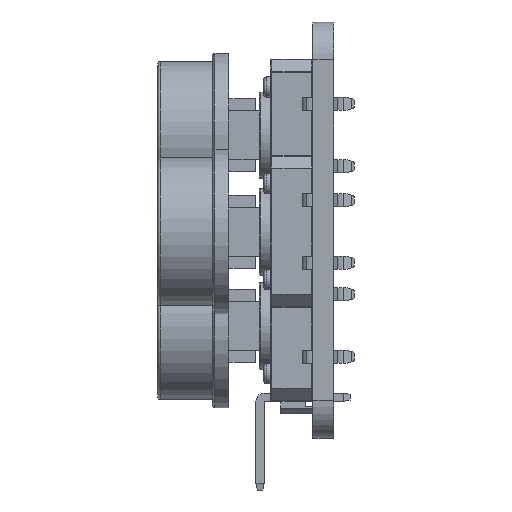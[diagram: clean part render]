
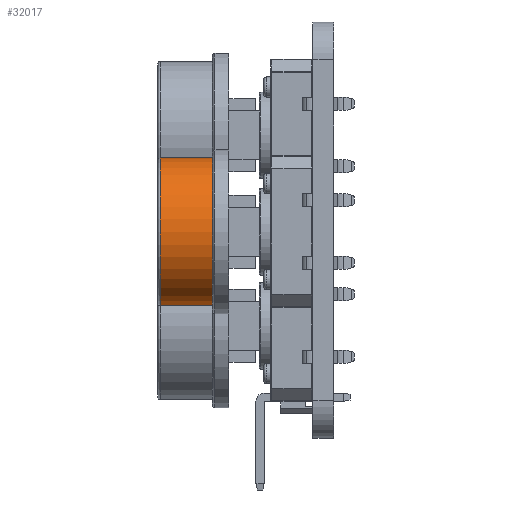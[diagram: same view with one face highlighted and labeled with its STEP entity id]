
A CAD part, left-side view. The second image highlights one B-rep face of the part: STEP entity #32017.
In plain terms, the highlighted cylindrical face has radius 5.85 mm (diameter 11.7 mm), a full revolution.
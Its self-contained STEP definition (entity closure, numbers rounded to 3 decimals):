
#239=CYLINDRICAL_SURFACE('',#33800,5.85);
#737=CIRCLE('',#33793,5.85);
#740=CIRCLE('',#33797,5.85);
#741=CIRCLE('',#33798,5.85);
#3010=FACE_OUTER_BOUND('',#4883,.T.);
#4883=EDGE_LOOP('',(#23056,#23057,#23058,#23059,#23060));
#7222=LINE('',#50662,#10345);
#10345=VECTOR('',#37916,5.85);
#13492=VERTEX_POINT('',#50649);
#13495=VERTEX_POINT('',#50655);
#13496=VERTEX_POINT('',#50657);
#16969=EDGE_CURVE('',#13492,#13492,#737,.T.);
#16972=EDGE_CURVE('',#13495,#13496,#740,.T.);
#16973=EDGE_CURVE('',#13496,#13495,#741,.T.);
#16975=EDGE_CURVE('',#13496,#13492,#7222,.T.);
#23056=ORIENTED_EDGE('',*,*,#16973,.F.);
#23057=ORIENTED_EDGE('',*,*,#16975,.T.);
#23058=ORIENTED_EDGE('',*,*,#16969,.F.);
#23059=ORIENTED_EDGE('',*,*,#16975,.F.);
#23060=ORIENTED_EDGE('',*,*,#16972,.F.);
#32017=ADVANCED_FACE('',(#3010),#239,.T.);
#33793=AXIS2_PLACEMENT_3D('',#50650,#37900,#37901);
#33797=AXIS2_PLACEMENT_3D('',#50658,#37908,#37909);
#33798=AXIS2_PLACEMENT_3D('',#50659,#37910,#37911);
#33800=AXIS2_PLACEMENT_3D('',#50661,#37914,#37915);
#37900=DIRECTION('center_axis',(0.,-1.,0.));
#37901=DIRECTION('ref_axis',(-1.,0.,0.));
#37908=DIRECTION('center_axis',(0.,1.,0.));
#37909=DIRECTION('ref_axis',(-1.,0.,0.));
#37910=DIRECTION('center_axis',(0.,1.,0.));
#37911=DIRECTION('ref_axis',(-1.,0.,0.));
#37914=DIRECTION('center_axis',(0.,1.,0.));
#37915=DIRECTION('ref_axis',(-1.,0.,0.));
#37916=DIRECTION('',(0.,-1.,0.));
#50649=CARTESIAN_POINT('',(16.25,9.6,-16.625));
#50650=CARTESIAN_POINT('Origin',(10.4,9.6,-16.625));
#50655=CARTESIAN_POINT('',(4.55,13.75,-16.625));
#50657=CARTESIAN_POINT('',(16.25,13.75,-16.625));
#50658=CARTESIAN_POINT('Origin',(10.4,13.75,-16.625));
#50659=CARTESIAN_POINT('Origin',(10.4,13.75,-16.625));
#50661=CARTESIAN_POINT('Origin',(10.4,9.6,-16.625));
#50662=CARTESIAN_POINT('',(16.25,9.6,-16.625));
